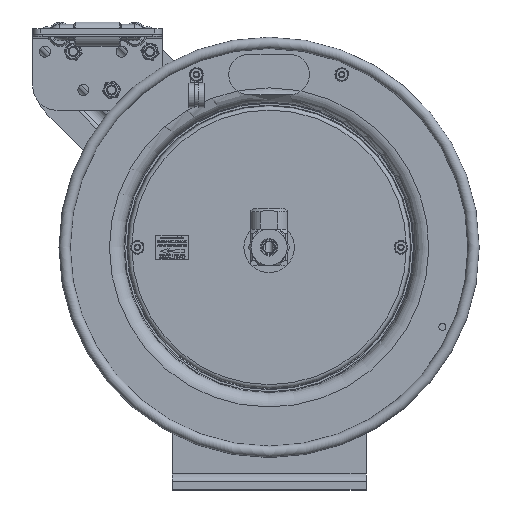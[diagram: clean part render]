
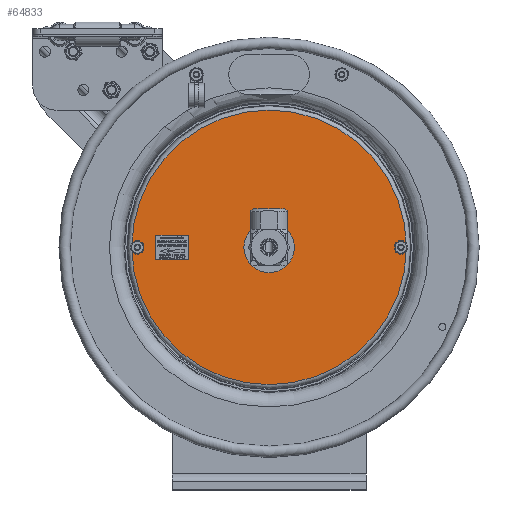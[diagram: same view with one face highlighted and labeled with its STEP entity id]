
A CAD part, top view. The second image highlights one B-rep face of the part: STEP entity #64833.
In plain terms, the highlighted planar face has unit normal (0, 0, 1).
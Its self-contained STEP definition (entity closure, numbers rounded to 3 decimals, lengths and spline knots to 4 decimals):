
#3709=FACE_BOUND('',#8321,.T.);
#3710=FACE_BOUND('',#8322,.T.);
#3711=FACE_BOUND('',#8323,.T.);
#4143=PLANE('',#68034);
#5621=FACE_OUTER_BOUND('',#8320,.T.);
#8320=EDGE_LOOP('',(#45925,#45926));
#8321=EDGE_LOOP('',(#45927));
#8322=EDGE_LOOP('',(#45928));
#8323=EDGE_LOOP('',(#45929));
#24421=CIRCLE('',#68031,4.247);
#24422=CIRCLE('',#68032,4.247);
#24424=CIRCLE('',#68035,0.655);
#24425=CIRCLE('',#68036,0.1045);
#24426=CIRCLE('',#68037,0.1045);
#26497=VERTEX_POINT('',#87433);
#26498=VERTEX_POINT('',#87434);
#26499=VERTEX_POINT('',#87439);
#26500=VERTEX_POINT('',#87441);
#26501=VERTEX_POINT('',#87443);
#34757=EDGE_CURVE('',#26497,#26498,#24421,.T.);
#34758=EDGE_CURVE('',#26498,#26497,#24422,.T.);
#34760=EDGE_CURVE('',#26499,#26499,#24424,.T.);
#34761=EDGE_CURVE('',#26500,#26500,#24425,.T.);
#34762=EDGE_CURVE('',#26501,#26501,#24426,.T.);
#45925=ORIENTED_EDGE('',*,*,#34757,.T.);
#45926=ORIENTED_EDGE('',*,*,#34758,.T.);
#45927=ORIENTED_EDGE('',*,*,#34760,.F.);
#45928=ORIENTED_EDGE('',*,*,#34761,.T.);
#45929=ORIENTED_EDGE('',*,*,#34762,.T.);
#64833=ADVANCED_FACE('',(#5621,#3709,#3710,#3711),#4143,.T.);
#68031=AXIS2_PLACEMENT_3D('',#87435,#72674,#72675);
#68032=AXIS2_PLACEMENT_3D('',#87436,#72676,#72677);
#68034=AXIS2_PLACEMENT_3D('',#87438,#72680,#72681);
#68035=AXIS2_PLACEMENT_3D('',#87440,#72682,#72683);
#68036=AXIS2_PLACEMENT_3D('',#87442,#72684,#72685);
#68037=AXIS2_PLACEMENT_3D('',#87444,#72686,#72687);
#72674=DIRECTION('center_axis',(0.,0.,
1.));
#72675=DIRECTION('ref_axis',(1.,0.,0.));
#72676=DIRECTION('center_axis',(0.,0.,
1.));
#72677=DIRECTION('ref_axis',(1.,0.,0.));
#72680=DIRECTION('center_axis',(0.,0.,
1.));
#72681=DIRECTION('ref_axis',(0.,-1.,0.));
#72682=DIRECTION('center_axis',(0.,0.,
1.));
#72683=DIRECTION('ref_axis',(1.,0.,0.));
#72684=DIRECTION('center_axis',(0.,0.,
-1.));
#72685=DIRECTION('ref_axis',(0.,1.,0.));
#72686=DIRECTION('center_axis',(0.,0.,
-1.));
#72687=DIRECTION('ref_axis',(0.,1.,0.));
#87433=CARTESIAN_POINT('',(4.247,0.,3.231));
#87434=CARTESIAN_POINT('',(0.,4.247,3.231));
#87435=CARTESIAN_POINT('Origin',(0.,0.,
3.231));
#87436=CARTESIAN_POINT('Origin',(0.,0.,
3.231));
#87438=CARTESIAN_POINT('Origin',(2.451,0.,
3.231));
#87439=CARTESIAN_POINT('',(0.655,0.,3.231));
#87440=CARTESIAN_POINT('Origin',(0.,0.,
3.231));
#87441=CARTESIAN_POINT('',(4.0775,-0.1045,3.231));
#87442=CARTESIAN_POINT('Origin',(4.0775,0.,
3.231));
#87443=CARTESIAN_POINT('',(-4.0775,-0.1045,3.231));
#87444=CARTESIAN_POINT('Origin',(-4.0775,0.,3.231));
